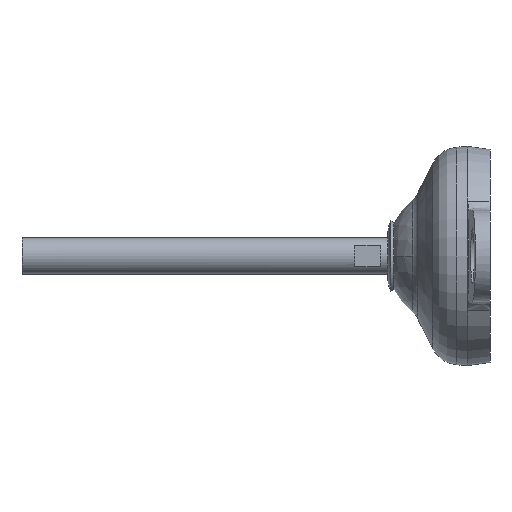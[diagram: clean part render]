
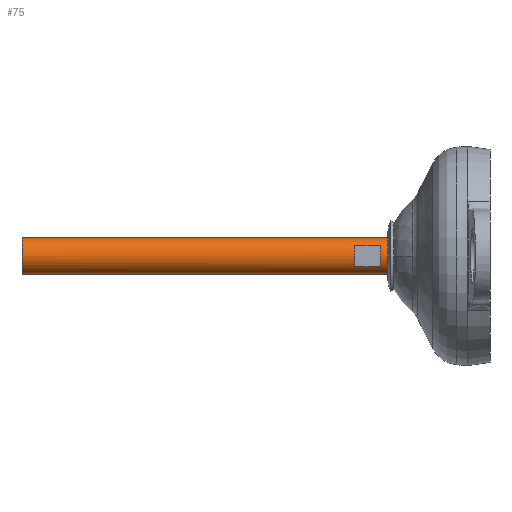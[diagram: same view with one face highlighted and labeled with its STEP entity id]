
A CAD part, left-side view. The second image highlights one B-rep face of the part: STEP entity #75.
In plain terms, the highlighted cylindrical face has radius 5 mm (diameter 10 mm), a partial arc.
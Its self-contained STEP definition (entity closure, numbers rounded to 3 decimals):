
#10 = CARTESIAN_POINT ( 'NONE',  ( -4., 37., 3. ) ) ;
#70 = VERTEX_POINT ( 'NONE', #425 ) ;
#72 = AXIS2_PLACEMENT_3D ( 'NONE', #342, #571, #1090 ) ;
#74 = EDGE_CURVE ( 'NONE', #1135, #532, #564, .T. ) ;
#75 = ADVANCED_FACE ( 'NONE', ( #931, #942 ), #937, .T. ) ;
#98 = VERTEX_POINT ( 'NONE', #737 ) ;
#104 = CARTESIAN_POINT ( 'NONE',  ( 0., 28., 0. ) ) ;
#158 = ORIENTED_EDGE ( 'NONE', *, *, #973, .T. ) ;
#169 = ORIENTED_EDGE ( 'NONE', *, *, #179, .T. ) ;
#179 = EDGE_CURVE ( 'NONE', #1450, #1135, #995, .T. ) ;
#214 = DIRECTION ( 'NONE',  ( 0., -1., 0. ) ) ;
#240 = CIRCLE ( 'NONE', #72, 5. ) ;
#244 = DIRECTION ( 'NONE',  ( 0., -1., 0. ) ) ;
#258 = CARTESIAN_POINT ( 'NONE',  ( -4., 30., -3. ) ) ;
#342 = CARTESIAN_POINT ( 'NONE',  ( 0., 128., 0. ) ) ;
#366 = AXIS2_PLACEMENT_3D ( 'NONE', #104, #1111, #1142 ) ;
#404 = DIRECTION ( 'NONE',  ( 0., 0., 1. ) ) ;
#418 = DIRECTION ( 'NONE',  ( 0., 1., 0. ) ) ;
#425 = CARTESIAN_POINT ( 'NONE',  ( 0., 28., -5. ) ) ;
#465 = VERTEX_POINT ( 'NONE', #738 ) ;
#466 = DIRECTION ( 'NONE',  ( 0., -1., 0. ) ) ;
#482 = LINE ( 'NONE', #1250, #1426 ) ;
#532 = VERTEX_POINT ( 'NONE', #10 ) ;
#564 = CIRCLE ( 'NONE', #1388, 5. ) ;
#565 = VECTOR ( 'NONE', #466, 1000. ) ;
#571 = DIRECTION ( 'NONE',  ( 0., -1., 0. ) ) ;
#593 = VERTEX_POINT ( 'NONE', #767 ) ;
#624 = AXIS2_PLACEMENT_3D ( 'NONE', #1183, #1608, #1468 ) ;
#628 = ORIENTED_EDGE ( 'NONE', *, *, #878, .F. ) ;
#665 = CIRCLE ( 'NONE', #1519, 5. ) ;
#694 = ORIENTED_EDGE ( 'NONE', *, *, #1384, .T. ) ;
#721 = VECTOR ( 'NONE', #214, 1000. ) ;
#737 = CARTESIAN_POINT ( 'NONE',  ( -5., 28., 0. ) ) ;
#738 = CARTESIAN_POINT ( 'NONE',  ( 0., 128., 5. ) ) ;
#757 = DIRECTION ( 'NONE',  ( 0., 0., -1. ) ) ;
#767 = CARTESIAN_POINT ( 'NONE',  ( 0., 28., 5. ) ) ;
#777 = CARTESIAN_POINT ( 'NONE',  ( -4., 30., 3. ) ) ;
#828 = EDGE_CURVE ( 'NONE', #1060, #70, #482, .T. ) ;
#878 = EDGE_CURVE ( 'NONE', #593, #98, #1621, .T. ) ;
#881 = VECTOR ( 'NONE', #1259, 1000. ) ;
#931 = FACE_OUTER_BOUND ( 'NONE', #1619, .T. ) ;
#933 = ORIENTED_EDGE ( 'NONE', *, *, #1399, .T. ) ;
#937 = CYLINDRICAL_SURFACE ( 'NONE', #624, 5. ) ;
#942 = FACE_BOUND ( 'NONE', #1355, .T. ) ;
#959 = ORIENTED_EDGE ( 'NONE', *, *, #1534, .F. ) ;
#973 = EDGE_CURVE ( 'NONE', #1622, #1450, #1053, .T. ) ;
#982 = CARTESIAN_POINT ( 'NONE',  ( -4., 0., 3. ) ) ;
#995 = LINE ( 'NONE', #1518, #881 ) ;
#1041 = ORIENTED_EDGE ( 'NONE', *, *, #74, .T. ) ;
#1045 = CARTESIAN_POINT ( 'NONE',  ( 0., 30., 0. ) ) ;
#1053 = CIRCLE ( 'NONE', #1194, 5. ) ;
#1060 = VERTEX_POINT ( 'NONE', #1246 ) ;
#1075 = EDGE_CURVE ( 'NONE', #465, #593, #1639, .T. ) ;
#1090 = DIRECTION ( 'NONE',  ( 0., 0., -1. ) ) ;
#1111 = DIRECTION ( 'NONE',  ( 0., -1., 0. ) ) ;
#1135 = VERTEX_POINT ( 'NONE', #1235 ) ;
#1142 = DIRECTION ( 'NONE',  ( 0., 0., -1. ) ) ;
#1183 = CARTESIAN_POINT ( 'NONE',  ( 0., 0., 0. ) ) ;
#1194 = AXIS2_PLACEMENT_3D ( 'NONE', #1045, #1415, #1283 ) ;
#1235 = CARTESIAN_POINT ( 'NONE',  ( -4., 37., -3. ) ) ;
#1246 = CARTESIAN_POINT ( 'NONE',  ( 0., 128., -5. ) ) ;
#1250 = CARTESIAN_POINT ( 'NONE',  ( 0., 0., -5. ) ) ;
#1259 = DIRECTION ( 'NONE',  ( 0., 1., 0. ) ) ;
#1266 = CARTESIAN_POINT ( 'NONE',  ( 0., 28., 0. ) ) ;
#1275 = DIRECTION ( 'NONE',  ( 0., -1., 0. ) ) ;
#1283 = DIRECTION ( 'NONE',  ( 0., 0., -1. ) ) ;
#1341 = CARTESIAN_POINT ( 'NONE',  ( 0., 0., 5. ) ) ;
#1355 = EDGE_LOOP ( 'NONE', ( #169, #1041, #933, #158 ) ) ;
#1384 = EDGE_CURVE ( 'NONE', #465, #1060, #240, .T. ) ;
#1388 = AXIS2_PLACEMENT_3D ( 'NONE', #1593, #418, #404 ) ;
#1399 = EDGE_CURVE ( 'NONE', #532, #1622, #1614, .T. ) ;
#1415 = DIRECTION ( 'NONE',  ( 0., -1., 0. ) ) ;
#1426 = VECTOR ( 'NONE', #1275, 1000. ) ;
#1450 = VERTEX_POINT ( 'NONE', #258 ) ;
#1468 = DIRECTION ( 'NONE',  ( 0., 0., -1. ) ) ;
#1518 = CARTESIAN_POINT ( 'NONE',  ( -4., 0., -3. ) ) ;
#1519 = AXIS2_PLACEMENT_3D ( 'NONE', #1266, #244, #757 ) ;
#1528 = ORIENTED_EDGE ( 'NONE', *, *, #1075, .F. ) ;
#1534 = EDGE_CURVE ( 'NONE', #98, #70, #665, .T. ) ;
#1561 = ORIENTED_EDGE ( 'NONE', *, *, #828, .T. ) ;
#1593 = CARTESIAN_POINT ( 'NONE',  ( 0., 37., 0. ) ) ;
#1608 = DIRECTION ( 'NONE',  ( 0., -1., 0. ) ) ;
#1614 = LINE ( 'NONE', #982, #721 ) ;
#1619 = EDGE_LOOP ( 'NONE', ( #1528, #694, #1561, #959, #628 ) ) ;
#1621 = CIRCLE ( 'NONE', #366, 5. ) ;
#1622 = VERTEX_POINT ( 'NONE', #777 ) ;
#1639 = LINE ( 'NONE', #1341, #565 ) ;
